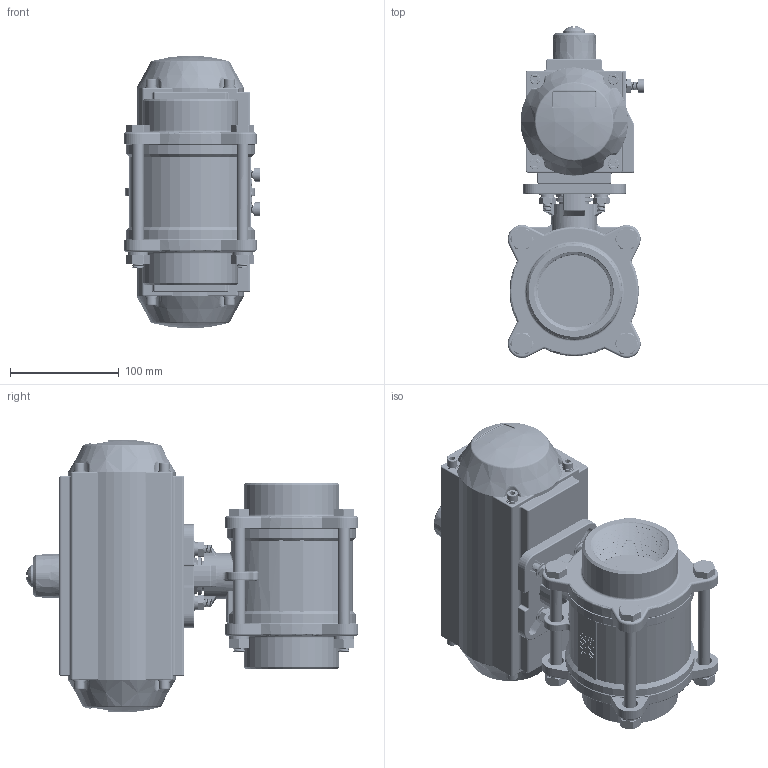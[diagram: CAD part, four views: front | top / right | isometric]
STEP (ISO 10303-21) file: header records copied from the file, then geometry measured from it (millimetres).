
FILE_DESCRIPTION (( 'STEP AP214' ), '1' );
FILE_NAME ('KD2-1-2.STEP', '2019-02-11T18:25:39', ( '' ), ( '' ), 'SwSTEP 2.0', 'SolidWorks 2016', '' );
FILE_SCHEMA (( 'AUTOMOTIVE_DESIGN' ));
Length unit declared in the file: millimetre
Products named in the file (1): KD2-1-2
Bounding box: 125.72 x 305.86 x 251.5 mm (x, y, z)
Volume: 3797270.6 mm3; surface area: 418554.2 mm2
Topology: 52 solids, 52 shells, 3414 faces, 8744 edges, 5462 vertices
Faces by surface type: cylinder 1569, plane 681, bspline 479, cone 310, torus 280, sphere 95
Entity records: 317053 total; most frequent: CARTESIAN_POINT 204953, ORIENTED_EDGE 17362, DIRECTION 13457, EDGE_CURVE 8681, VERTEX_POINT 5462, AXIS2_PLACEMENT_3D 5237, EDGE_LOOP 3583, UNCERTAINTY_MEASURE_WITH_UNIT 3468
